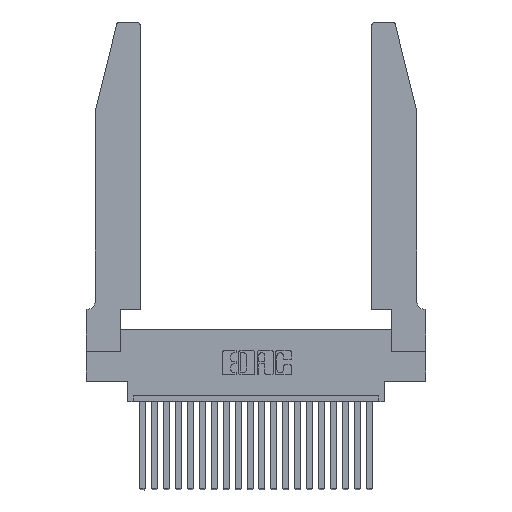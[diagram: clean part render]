
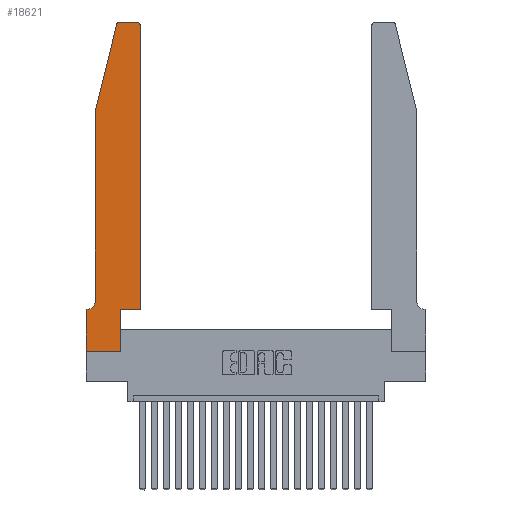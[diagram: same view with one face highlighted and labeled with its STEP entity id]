
A CAD part, top view. The second image highlights one B-rep face of the part: STEP entity #18621.
In plain terms, the highlighted planar face has unit normal (0, 0, 1).
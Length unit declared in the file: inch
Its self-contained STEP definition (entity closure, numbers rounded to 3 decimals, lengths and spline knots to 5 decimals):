
#72 = DIRECTION ( 'NONE',  ( 0., 0., 1. ) ) ;
#160 = CARTESIAN_POINT ( 'NONE',  ( 0.4505, 0.35, 0.37 ) ) ;
#195 = DIRECTION ( 'NONE',  ( 0., 0., -1. ) ) ;
#461 = CARTESIAN_POINT ( 'NONE',  ( 0.284, 2.72, 0.37 ) ) ;
#702 = AXIS2_PLACEMENT_3D ( 'NONE', #3503, #72, #13916 ) ;
#710 = DIRECTION ( 'NONE',  ( 1., 0., 0. ) ) ;
#818 = DIRECTION ( 'NONE',  ( -1., 0., 0. ) ) ;
#1622 = CIRCLE ( 'NONE', #19581, 0.07 ) ;
#1652 = EDGE_CURVE ( 'NONE', #19558, #6019, #2075, .T. ) ;
#1703 = LINE ( 'NONE', #9970, #2254 ) ;
#2075 = LINE ( 'NONE', #3883, #11155 ) ;
#2118 = DIRECTION ( 'NONE',  ( 0., -1., 0. ) ) ;
#2177 = LINE ( 'NONE', #12575, #10137 ) ;
#2253 = ORIENTED_EDGE ( 'NONE', *, *, #10472, .T. ) ;
#2254 = VECTOR ( 'NONE', #22712, 39.37008 ) ;
#2461 = CARTESIAN_POINT ( 'NONE',  ( 0.2865, 0., 0.37 ) ) ;
#2477 = ORIENTED_EDGE ( 'NONE', *, *, #13475, .T. ) ;
#2905 = VERTEX_POINT ( 'NONE', #160 ) ;
#3087 = VERTEX_POINT ( 'NONE', #17248 ) ;
#3197 = VECTOR ( 'NONE', #818, 39.37008 ) ;
#3503 = CARTESIAN_POINT ( 'NONE',  ( 0., 0.35, 0.37 ) ) ;
#3574 = VERTEX_POINT ( 'NONE', #2461 ) ;
#3722 = CIRCLE ( 'NONE', #12307, 0.03 ) ;
#3883 = CARTESIAN_POINT ( 'NONE',  ( 0.0755, 0.35, 0.37 ) ) ;
#3924 = LINE ( 'NONE', #12615, #19851 ) ;
#3930 = CARTESIAN_POINT ( 'NONE',  ( 0.0755, 0.42, 0.37 ) ) ;
#4209 = ORIENTED_EDGE ( 'NONE', *, *, #14564, .T. ) ;
#4746 = VECTOR ( 'NONE', #11101, 39.37008 ) ;
#4846 = CARTESIAN_POINT ( 'NONE',  ( 0.4505, 2.72, 0.37 ) ) ;
#4926 = VERTEX_POINT ( 'NONE', #20024 ) ;
#4966 = CIRCLE ( 'NONE', #12591, 0.03 ) ;
#5872 = FACE_OUTER_BOUND ( 'NONE', #13542, .T. ) ;
#6019 = VERTEX_POINT ( 'NONE', #19338 ) ;
#7221 = VECTOR ( 'NONE', #710, 39.37008 ) ;
#7894 = CARTESIAN_POINT ( 'NONE',  ( 0.4205, 2.72, 0.37 ) ) ;
#8292 = ORIENTED_EDGE ( 'NONE', *, *, #14013, .T. ) ;
#8311 = LINE ( 'NONE', #12965, #7221 ) ;
#8941 = PLANE ( 'NONE',  #702 ) ;
#9076 = ORIENTED_EDGE ( 'NONE', *, *, #1652, .T. ) ;
#9328 = DIRECTION ( 'NONE',  ( 0., 0., 1. ) ) ;
#9352 = VERTEX_POINT ( 'NONE', #3930 ) ;
#9970 = CARTESIAN_POINT ( 'NONE',  ( 0.4505, 0.35, 0.37 ) ) ;
#10137 = VECTOR ( 'NONE', #19637, 39.37008 ) ;
#10349 = LINE ( 'NONE', #11327, #3197 ) ;
#10472 = EDGE_CURVE ( 'NONE', #3574, #16717, #19582, .T. ) ;
#10957 = DIRECTION ( 'NONE',  ( -1., 0., 0. ) ) ;
#10973 = CARTESIAN_POINT ( 'NONE',  ( 0.4205, 2.75, 0.37 ) ) ;
#11101 = DIRECTION ( 'NONE',  ( 0., 1., 0. ) ) ;
#11155 = VECTOR ( 'NONE', #10957, 39.37008 ) ;
#11327 = CARTESIAN_POINT ( 'NONE',  ( 0.2605, 2.75, 0.37 ) ) ;
#11329 = ORIENTED_EDGE ( 'NONE', *, *, #16472, .T. ) ;
#12120 = EDGE_CURVE ( 'NONE', #13290, #4926, #3722, .T. ) ;
#12307 = AXIS2_PLACEMENT_3D ( 'NONE', #461, #9328, #12857 ) ;
#12575 = CARTESIAN_POINT ( 'NONE',  ( 0.4505, 0.35, 0.37 ) ) ;
#12591 = AXIS2_PLACEMENT_3D ( 'NONE', #7894, #20371, #15048 ) ;
#12615 = CARTESIAN_POINT ( 'NONE',  ( 0.0755, 2., 0.37 ) ) ;
#12616 = ORIENTED_EDGE ( 'NONE', *, *, #20298, .T. ) ;
#12857 = DIRECTION ( 'NONE',  ( 1., 0., 0. ) ) ;
#12965 = CARTESIAN_POINT ( 'NONE',  ( 0., 0., 0.37 ) ) ;
#13290 = VERTEX_POINT ( 'NONE', #22590 ) ;
#13457 = ORIENTED_EDGE ( 'NONE', *, *, #12120, .T. ) ;
#13475 = EDGE_CURVE ( 'NONE', #20094, #3574, #8311, .T. ) ;
#13542 = EDGE_LOOP ( 'NONE', ( #21258, #13457, #14181, #13802, #21681, #9076, #4209, #2477, #2253, #11329, #8292, #12616 ) ) ;
#13802 = ORIENTED_EDGE ( 'NONE', *, *, #18790, .T. ) ;
#13916 = DIRECTION ( 'NONE',  ( 1., 0., 0. ) ) ;
#14013 = EDGE_CURVE ( 'NONE', #2905, #18006, #1703, .T. ) ;
#14178 = VERTEX_POINT ( 'NONE', #10973 ) ;
#14181 = ORIENTED_EDGE ( 'NONE', *, *, #14568, .T. ) ;
#14415 = DIRECTION ( 'NONE',  ( -1., 0., 0. ) ) ;
#14564 = EDGE_CURVE ( 'NONE', #6019, #20094, #18711, .T. ) ;
#14568 = EDGE_CURVE ( 'NONE', #4926, #3087, #17602, .T. ) ;
#15048 = DIRECTION ( 'NONE',  ( 1., 0., 0. ) ) ;
#15482 = CARTESIAN_POINT ( 'NONE',  ( 0., 0., 0.37 ) ) ;
#16122 = CARTESIAN_POINT ( 'NONE',  ( 0.2865, 0.35, 0.37 ) ) ;
#16441 = EDGE_CURVE ( 'NONE', #9352, #19558, #1622, .T. ) ;
#16472 = EDGE_CURVE ( 'NONE', #16717, #2905, #2177, .T. ) ;
#16717 = VERTEX_POINT ( 'NONE', #21597 ) ;
#17248 = CARTESIAN_POINT ( 'NONE',  ( 0.0755, 2., 0.37 ) ) ;
#17400 = CARTESIAN_POINT ( 'NONE',  ( 0.0755, 2., 0.37 ) ) ;
#17602 = LINE ( 'NONE', #17400, #21192 ) ;
#17898 = EDGE_CURVE ( 'NONE', #14178, #13290, #10349, .T. ) ;
#18006 = VERTEX_POINT ( 'NONE', #4846 ) ;
#18237 = CARTESIAN_POINT ( 'NONE',  ( 0.0055, 0.35, 0.37 ) ) ;
#18621 = ADVANCED_FACE ( 'NONE', ( #5872 ), #8941, .T. ) ;
#18711 = LINE ( 'NONE', #15482, #19826 ) ;
#18790 = EDGE_CURVE ( 'NONE', #3087, #9352, #3924, .T. ) ;
#19338 = CARTESIAN_POINT ( 'NONE',  ( 0., 0.35, 0.37 ) ) ;
#19477 = CARTESIAN_POINT ( 'NONE',  ( 0., 0., 0.37 ) ) ;
#19558 = VERTEX_POINT ( 'NONE', #18237 ) ;
#19581 = AXIS2_PLACEMENT_3D ( 'NONE', #21275, #195, #14415 ) ;
#19582 = LINE ( 'NONE', #16122, #4746 ) ;
#19637 = DIRECTION ( 'NONE',  ( 1., 0., 0. ) ) ;
#19826 = VECTOR ( 'NONE', #22649, 39.37008 ) ;
#19851 = VECTOR ( 'NONE', #2118, 39.37008 ) ;
#20024 = CARTESIAN_POINT ( 'NONE',  ( 0.25487, 2.72718, 0.37 ) ) ;
#20094 = VERTEX_POINT ( 'NONE', #19477 ) ;
#20298 = EDGE_CURVE ( 'NONE', #18006, #14178, #4966, .T. ) ;
#20371 = DIRECTION ( 'NONE',  ( 0., 0., 1. ) ) ;
#20725 = DIRECTION ( 'NONE',  ( -0.239, -0.971, 0. ) ) ;
#21192 = VECTOR ( 'NONE', #20725, 39.37008 ) ;
#21258 = ORIENTED_EDGE ( 'NONE', *, *, #17898, .T. ) ;
#21275 = CARTESIAN_POINT ( 'NONE',  ( 0.0055, 0.42, 0.37 ) ) ;
#21597 = CARTESIAN_POINT ( 'NONE',  ( 0.2865, 0.35, 0.37 ) ) ;
#21681 = ORIENTED_EDGE ( 'NONE', *, *, #16441, .T. ) ;
#22590 = CARTESIAN_POINT ( 'NONE',  ( 0.284, 2.75, 0.37 ) ) ;
#22649 = DIRECTION ( 'NONE',  ( 0., -1., 0. ) ) ;
#22712 = DIRECTION ( 'NONE',  ( 0., 1., 0. ) ) ;
